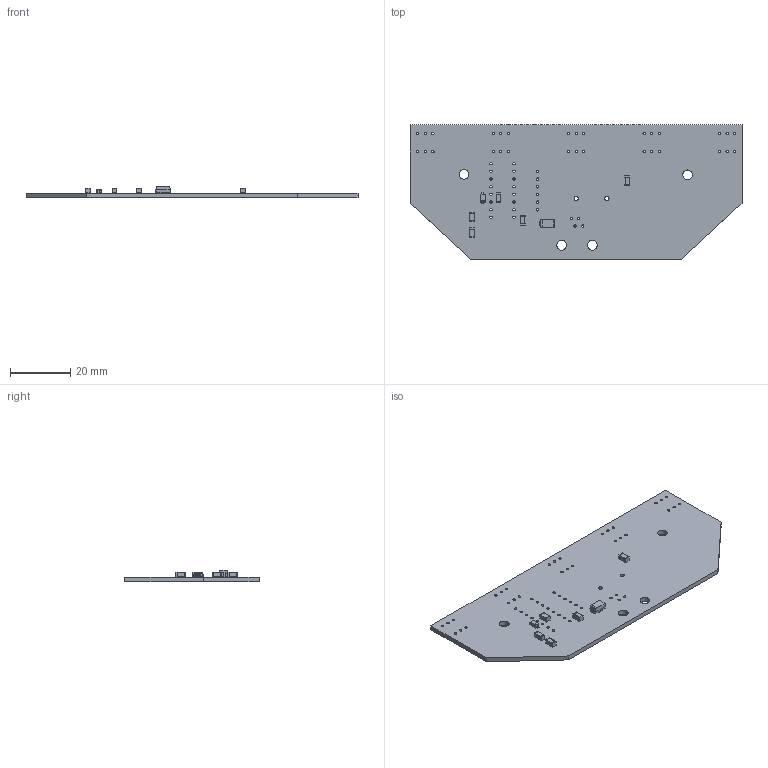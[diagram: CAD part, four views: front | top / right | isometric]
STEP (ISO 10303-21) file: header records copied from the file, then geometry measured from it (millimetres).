
FILE_DESCRIPTION(('KiCad electronic assembly'),'2;1');
FILE_NAME('Timer.step','2020-04-13T17:09:06',('An Author'),('A Company') ,'Open CASCADE STEP processor 6.9','KiCad to STEP converter','Unknown' );
FILE_SCHEMA(('AUTOMOTIVE_DESIGN { 1 0 10303 214 1 1 1 1 }'));
Length unit declared in the file: millimetre
Products named in the file (8): Open CASCADE STEP translator 6.9 1; D_SMA; SOLID; C_1206_3216Metric; D_SOD-123; COMPOUND
Assembly tree (11 placements, depth 3):
  Open CASCADE STEP translator 6.9 1
    D_SMA
      SOLID
    C_1206_3216Metric  x5
      SOLID
    D_SOD-123
      SOLID
    COMPOUND
Bounding box: 110 x 44.5 x 3.87 mm (x, y, z)
Volume: 7207.1 mm3; surface area: 9892.4 mm2
Topology: 8 solids, 8 shells, 318 faces, 826 edges, 536 vertices
Faces by surface type: plane 148, cylinder 134, bspline 36
Full cylindrical faces by diameter (mm): 0.76 x4, 0.8 x52, 1.4 x2, 3.2 x2, 3.25 x2
Entity records: 15015 total; most frequent: CARTESIAN_POINT 3336, DIRECTION 1862, LINE 1130, VECTOR 1130, ORIENTED_EDGE 1076, PCURVE 1076, DEFINITIONAL_REPRESENTATION 1076, EDGE_CURVE 538
